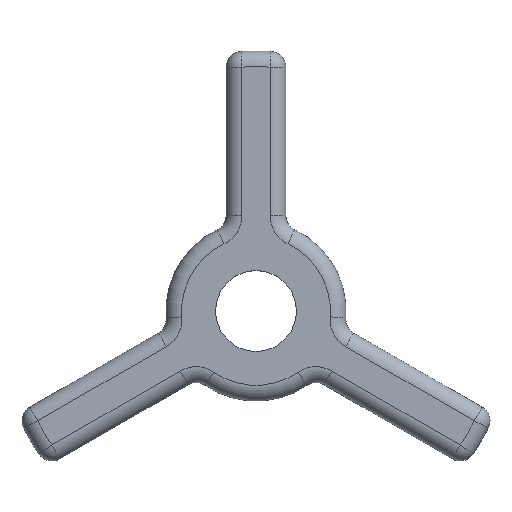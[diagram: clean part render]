
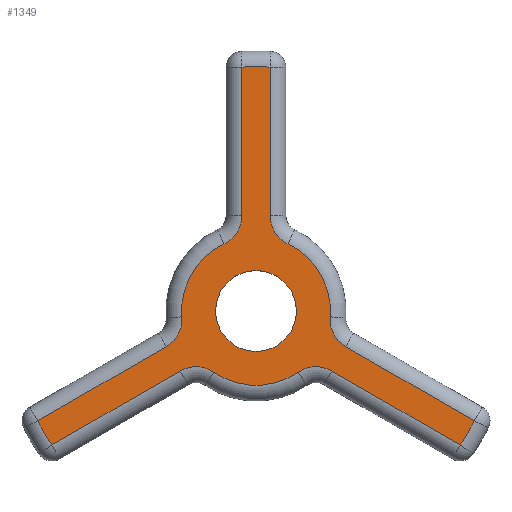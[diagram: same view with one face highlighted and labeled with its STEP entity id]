
A CAD part, top view. The second image highlights one B-rep face of the part: STEP entity #1349.
In plain terms, the highlighted planar face has unit normal (0, 0, 1).
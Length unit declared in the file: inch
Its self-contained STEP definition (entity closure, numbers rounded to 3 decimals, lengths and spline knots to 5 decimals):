
#81=CARTESIAN_POINT('',(0.05561,0.9664,0.23622));
#82=VERTEX_POINT('',#81);
#148=CARTESIAN_POINT('',(0.1268,0.26585,0.23622));
#149=VERTEX_POINT('',#148);
#166=CARTESIAN_POINT('',(0.05561,0.37867,0.23622));
#167=VERTEX_POINT('',#166);
#175=CARTESIAN_POINT('',(0.18061,0.37867,0.23622));
#176=DIRECTION('',(0.0,0.0,1.0));
#177=DIRECTION('',(-0.846,-0.534,0.0));
#178=AXIS2_PLACEMENT_3D('',#175,#176,#177);
#179=CIRCLE('',#178,0.125);
#180=EDGE_CURVE('',#167,#149,#179,.T.);
#223=CARTESIAN_POINT('',(0.05561,0.9664,0.23622));
#224=DIRECTION('',(0.0,-1.0,0.0));
#225=VECTOR('',#224,0.58773);
#226=LINE('',#223,#225);
#227=EDGE_CURVE('',#82,#167,#226,.T.);
#246=CARTESIAN_POINT('',(-0.05561,0.9664,0.23622));
#247=VERTEX_POINT('',#246);
#322=CARTESIAN_POINT('',(0.29363,-0.02311,0.23622));
#323=VERTEX_POINT('',#322);
#331=CARTESIAN_POINT('',(0.35574,-0.14118,0.23622));
#332=VERTEX_POINT('',#331);
#333=CARTESIAN_POINT('',(0.41824,-0.03292,0.23622));
#334=DIRECTION('',(0.0,0.0,1.0));
#335=DIRECTION('',(-0.885,-0.466,0.0));
#336=AXIS2_PLACEMENT_3D('',#333,#334,#335);
#337=CIRCLE('',#336,0.125);
#338=EDGE_CURVE('',#323,#332,#337,.T.);
#356=CARTESIAN_POINT('',(0.0,0.0,0.23622));
#357=DIRECTION('',(0.0,0.0,-1.0));
#358=DIRECTION('',(0.866,0.5,0.0));
#359=AXIS2_PLACEMENT_3D('',#356,#357,#358);
#360=CIRCLE('',#359,0.29454);
#361=EDGE_CURVE('',#149,#323,#360,.T.);
#381=CARTESIAN_POINT('',(-0.05561,0.37867,0.23622));
#382=VERTEX_POINT('',#381);
#399=CARTESIAN_POINT('',(-0.1268,0.26585,0.23622));
#400=VERTEX_POINT('',#399);
#408=CARTESIAN_POINT('',(-0.18061,0.37867,0.23622));
#409=DIRECTION('',(0.0,0.0,1.0));
#410=DIRECTION('',(0.846,-0.534,0.0));
#411=AXIS2_PLACEMENT_3D('',#408,#409,#410);
#412=CIRCLE('',#411,0.125);
#413=EDGE_CURVE('',#400,#382,#412,.T.);
#457=CARTESIAN_POINT('',(0.86473,-0.43504,0.23622));
#458=VERTEX_POINT('',#457);
#523=CARTESIAN_POINT('',(0.35574,-0.14118,0.23622));
#524=DIRECTION('',(0.866,-0.5,0.0));
#525=VECTOR('',#524,0.58773);
#526=LINE('',#523,#525);
#527=EDGE_CURVE('',#332,#458,#526,.T.);
#555=CARTESIAN_POINT('',(-0.35574,-0.14118,0.23622));
#556=VERTEX_POINT('',#555);
#564=CARTESIAN_POINT('',(-0.29363,-0.02311,0.23622));
#565=VERTEX_POINT('',#564);
#566=CARTESIAN_POINT('',(-0.41824,-0.03292,0.23622));
#567=DIRECTION('',(0.0,0.0,1.0));
#568=DIRECTION('',(0.885,-0.466,0.0));
#569=AXIS2_PLACEMENT_3D('',#566,#567,#568);
#570=CIRCLE('',#569,0.125);
#571=EDGE_CURVE('',#556,#565,#570,.T.);
#590=CARTESIAN_POINT('',(0.80912,-0.53136,0.23622));
#591=VERTEX_POINT('',#590);
#656=CARTESIAN_POINT('',(0.0,0.0,0.23622));
#657=DIRECTION('',(0.0,0.0,-1.0));
#658=DIRECTION('',(0.866,-0.5,0.0));
#659=AXIS2_PLACEMENT_3D('',#656,#657,#658);
#660=CIRCLE('',#659,0.968);
#661=EDGE_CURVE('',#458,#591,#660,.T.);
#681=CARTESIAN_POINT('',(-0.86473,-0.43504,0.23622));
#682=VERTEX_POINT('',#681);
#757=CARTESIAN_POINT('',(0.30013,-0.2375,0.23622));
#758=VERTEX_POINT('',#757);
#766=CARTESIAN_POINT('',(0.16683,-0.24273,0.23622));
#767=VERTEX_POINT('',#766);
#768=CARTESIAN_POINT('',(0.23763,-0.34575,0.23622));
#769=DIRECTION('',(0.0,0.0,1.0));
#770=DIRECTION('',(-0.039,0.999,0.0));
#771=AXIS2_PLACEMENT_3D('',#768,#769,#770);
#772=CIRCLE('',#771,0.125);
#773=EDGE_CURVE('',#758,#767,#772,.T.);
#791=CARTESIAN_POINT('',(0.80912,-0.53136,0.23622));
#792=DIRECTION('',(-0.866,0.5,0.0));
#793=VECTOR('',#792,0.58773);
#794=LINE('',#791,#793);
#795=EDGE_CURVE('',#591,#758,#794,.T.);
#814=CARTESIAN_POINT('',(-0.80912,-0.53136,0.23622));
#815=VERTEX_POINT('',#814);
#890=CARTESIAN_POINT('',(-0.16683,-0.24273,0.23622));
#891=VERTEX_POINT('',#890);
#899=CARTESIAN_POINT('',(-0.30013,-0.2375,0.23622));
#900=VERTEX_POINT('',#899);
#901=CARTESIAN_POINT('',(-0.23763,-0.34575,0.23622));
#902=DIRECTION('',(0.0,0.0,1.0));
#903=DIRECTION('',(0.039,0.999,0.0));
#904=AXIS2_PLACEMENT_3D('',#901,#902,#903);
#905=CIRCLE('',#904,0.125);
#906=EDGE_CURVE('',#891,#900,#905,.T.);
#924=CARTESIAN_POINT('',(0.0,0.0,0.23622));
#925=DIRECTION('',(0.0,0.0,-1.0));
#926=DIRECTION('',(0.0,-1.0,0.0));
#927=AXIS2_PLACEMENT_3D('',#924,#925,#926);
#928=CIRCLE('',#927,0.29454);
#929=EDGE_CURVE('',#767,#891,#928,.T.);
#948=CARTESIAN_POINT('',(-0.30013,-0.2375,0.23622));
#949=DIRECTION('',(-0.866,-0.5,0.0));
#950=VECTOR('',#949,0.58773);
#951=LINE('',#948,#950);
#952=EDGE_CURVE('',#900,#815,#951,.T.);
#1002=CARTESIAN_POINT('',(0.0,0.0,0.23622));
#1003=DIRECTION('',(0.0,0.0,-1.0));
#1004=DIRECTION('',(-0.866,-0.5,0.0));
#1005=AXIS2_PLACEMENT_3D('',#1002,#1003,#1004);
#1006=CIRCLE('',#1005,0.968);
#1007=EDGE_CURVE('',#815,#682,#1006,.T.);
#1058=CARTESIAN_POINT('',(-0.86473,-0.43504,0.23622));
#1059=DIRECTION('',(0.866,0.5,0.0));
#1060=VECTOR('',#1059,0.58773);
#1061=LINE('',#1058,#1060);
#1062=EDGE_CURVE('',#682,#556,#1061,.T.);
#1080=CARTESIAN_POINT('',(0.0,0.0,0.23622));
#1081=DIRECTION('',(0.0,0.0,-1.0));
#1082=DIRECTION('',(-0.866,0.5,0.0));
#1083=AXIS2_PLACEMENT_3D('',#1080,#1081,#1082);
#1084=CIRCLE('',#1083,0.29454);
#1085=EDGE_CURVE('',#565,#400,#1084,.T.);
#1136=CARTESIAN_POINT('',(-0.05561,0.37867,0.23622));
#1137=DIRECTION('',(0.0,1.0,0.0));
#1138=VECTOR('',#1137,0.58773);
#1139=LINE('',#1136,#1138);
#1140=EDGE_CURVE('',#382,#247,#1139,.T.);
#1190=CARTESIAN_POINT('',(0.0,0.0,0.23622));
#1191=DIRECTION('',(0.0,0.0,-1.0));
#1192=DIRECTION('',(0.0,1.0,0.0));
#1193=AXIS2_PLACEMENT_3D('',#1190,#1191,#1192);
#1194=CIRCLE('',#1193,0.968);
#1195=EDGE_CURVE('',#247,#82,#1194,.T.);
#1313=CARTESIAN_POINT('',(0.,0.34515,0.23622));
#1314=DIRECTION('',(0.0,0.0,1.0));
#1315=DIRECTION('',(1.0,0.0,0.0));
#1316=AXIS2_PLACEMENT_3D('',#1313,#1314,#1315);
#1317=PLANE('',#1316);
#1318=ORIENTED_EDGE('',*,*,#906,.F.);
#1319=ORIENTED_EDGE('',*,*,#929,.F.);
#1320=ORIENTED_EDGE('',*,*,#773,.F.);
#1321=ORIENTED_EDGE('',*,*,#795,.F.);
#1322=ORIENTED_EDGE('',*,*,#661,.F.);
#1323=ORIENTED_EDGE('',*,*,#527,.F.);
#1324=ORIENTED_EDGE('',*,*,#338,.F.);
#1325=ORIENTED_EDGE('',*,*,#361,.F.);
#1326=ORIENTED_EDGE('',*,*,#180,.F.);
#1327=ORIENTED_EDGE('',*,*,#227,.F.);
#1328=ORIENTED_EDGE('',*,*,#1195,.F.);
#1329=ORIENTED_EDGE('',*,*,#1140,.F.);
#1330=ORIENTED_EDGE('',*,*,#413,.F.);
#1331=ORIENTED_EDGE('',*,*,#1085,.F.);
#1332=ORIENTED_EDGE('',*,*,#571,.F.);
#1333=ORIENTED_EDGE('',*,*,#1062,.F.);
#1334=ORIENTED_EDGE('',*,*,#1007,.F.);
#1335=ORIENTED_EDGE('',*,*,#952,.F.);
#1336=EDGE_LOOP('',(#1318,#1319,#1320,#1321,#1322,#1323,#1324,#1325,#1326,#1327,#1328,#1329,#1330,#1331,#1332,#1333,#1334,#1335));
#1337=FACE_OUTER_BOUND('',#1336,.T.);
#1338=CARTESIAN_POINT('',(-0.08009,-0.13873,0.23622));
#1339=VERTEX_POINT('',#1338);
#1340=CARTESIAN_POINT('',(0.0,0.0,0.23622));
#1341=DIRECTION('',(0.0,0.0,-1.0));
#1342=DIRECTION('',(-1.0,0.0,0.0));
#1343=AXIS2_PLACEMENT_3D('',#1340,#1341,#1342);
#1344=CIRCLE('',#1343,0.16019);
#1345=EDGE_CURVE('',#1339,#1339,#1344,.T.);
#1346=ORIENTED_EDGE('',*,*,#1345,.T.);
#1347=EDGE_LOOP('',(#1346));
#1348=FACE_BOUND('',#1347,.T.);
#1349=ADVANCED_FACE('',(#1337,#1348),#1317,.T.);
